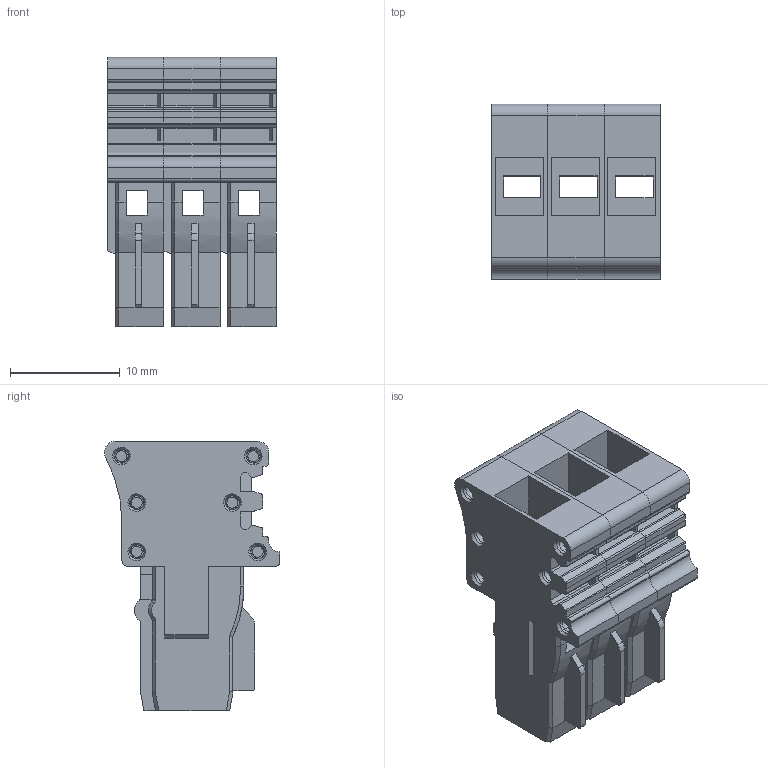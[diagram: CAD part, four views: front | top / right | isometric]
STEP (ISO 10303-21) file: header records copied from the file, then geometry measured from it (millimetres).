
FILE_DESCRIPTION(('CATIA V5R24 STEP','CAx-IF Rec.Pracs.--- Model Styling and Organization---1.2---2011-12-15'),'2;1');
FILE_NAME ('040449-1_1', '2018-08-13T09:38:28+00:00', ('Weidmueller Interface'), ('Weidmueller'), 'CATIA Version 5-6 Release 2014 SP4 HF52', 'CATIA V5 STEP AP214', 'none');
FILE_SCHEMA(('AUTOMOTIVE_DESIGN { 1 0 10303 214 1 1 1 1 }'));
Length unit declared in the file: millimetre
Products named in the file (1): 1915170000
Bounding box: 15.3 x 15.95 x 24.5 mm (x, y, z)
Volume: 2466.3 mm3; surface area: 4539.2 mm2
Topology: 3 solids, 3 shells, 822 faces, 2165 edges, 1391 vertices
Faces by surface type: plane 381, cylinder 189, cone 132, torus 120
Entity records: 25247 total; most frequent: CARTESIAN_POINT 4787, ORIENTED_EDGE 4330, DIRECTION 3472, EDGE_CURVE 2165, AXIS2_PLACEMENT_3D 1470, VERTEX_POINT 1391, VECTOR 1308, LINE 1308
